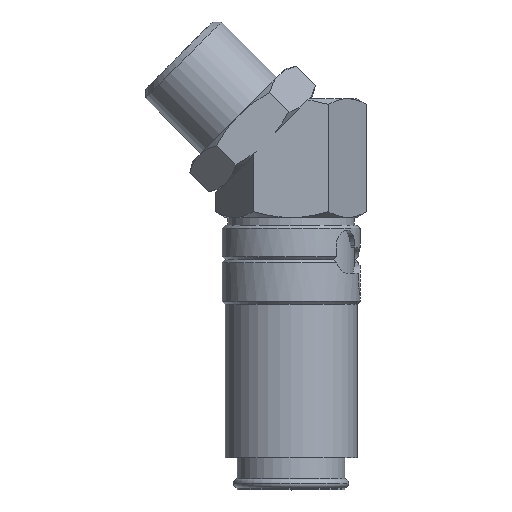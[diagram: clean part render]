
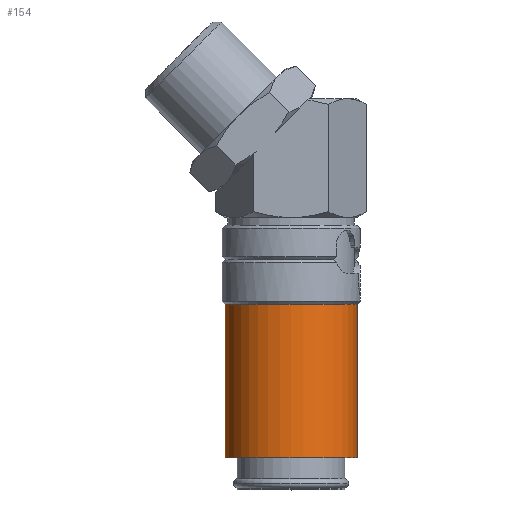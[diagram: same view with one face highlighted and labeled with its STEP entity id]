
A CAD part, top view. The second image highlights one B-rep face of the part: STEP entity #154.
In plain terms, the highlighted cylindrical face has radius 8.6 mm (diameter 17.2 mm), a partial arc.
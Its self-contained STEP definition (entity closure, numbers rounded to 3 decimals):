
#154=ADVANCED_FACE('',(#402),#403,.T.);
#402=FACE_OUTER_BOUND('',#746,.T.);
#403=CYLINDRICAL_SURFACE('',#747,8.6);
#746=EDGE_LOOP('',(#1150,#1151,#1152,#1153));
#747=AXIS2_PLACEMENT_3D('',#1154,#1155,#1156);
#1150=ORIENTED_EDGE('',*,*,#2078,.T.);
#1151=ORIENTED_EDGE('',*,*,#2079,.F.);
#1152=ORIENTED_EDGE('',*,*,#2080,.T.);
#1153=ORIENTED_EDGE('',*,*,#2081,.T.);
#1154=CARTESIAN_POINT('',(0.0,14.2,0.0));
#1155=DIRECTION('',(-0.0,1.0,0.0));
#1156=DIRECTION('',(1.0,0.0,0.0));
#2078=EDGE_CURVE('',#2498,#2499,#2500,.T.);
#2079=EDGE_CURVE('',#2501,#2499,#2502,.T.);
#2080=EDGE_CURVE('',#2501,#2503,#2504,.T.);
#2081=EDGE_CURVE('',#2503,#2498,#2505,.T.);
#2498=VERTEX_POINT('',#3275);
#2499=VERTEX_POINT('',#3276);
#2500=LINE('',#3277,#3278);
#2501=VERTEX_POINT('',#3279);
#2502=CIRCLE('',#3280,8.6);
#2503=VERTEX_POINT('',#3281);
#2504=LINE('',#3282,#3283);
#2505=CIRCLE('',#3284,8.6);
#3275=CARTESIAN_POINT('',(8.6,4.2,0.0));
#3276=CARTESIAN_POINT('',(8.6,24.2,0.0));
#3277=CARTESIAN_POINT('',(8.6,14.2,0.));
#3278=VECTOR('',#4806,1.0);
#3279=CARTESIAN_POINT('',(-8.6,24.2,0.));
#3280=AXIS2_PLACEMENT_3D('',#4807,#4808,#4809);
#3281=CARTESIAN_POINT('',(-8.6,4.2,0.));
#3282=CARTESIAN_POINT('',(-8.6,14.2,0.));
#3283=VECTOR('',#4810,1.0);
#3284=AXIS2_PLACEMENT_3D('',#4811,#4812,#4813);
#4806=DIRECTION('',(0.0,1.0,0.0));
#4807=CARTESIAN_POINT('',(0.0,24.2,0.0));
#4808=DIRECTION('',(-0.0,1.0,0.0));
#4809=DIRECTION('',(1.0,0.0,0.0));
#4810=DIRECTION('',(-0.0,-1.0,-0.0));
#4811=CARTESIAN_POINT('',(0.0,4.2,0.0));
#4812=DIRECTION('',(-0.0,1.0,0.0));
#4813=DIRECTION('',(1.0,0.0,0.0));
